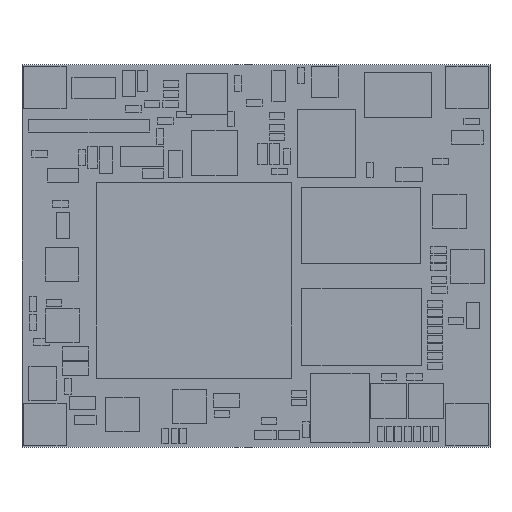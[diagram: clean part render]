
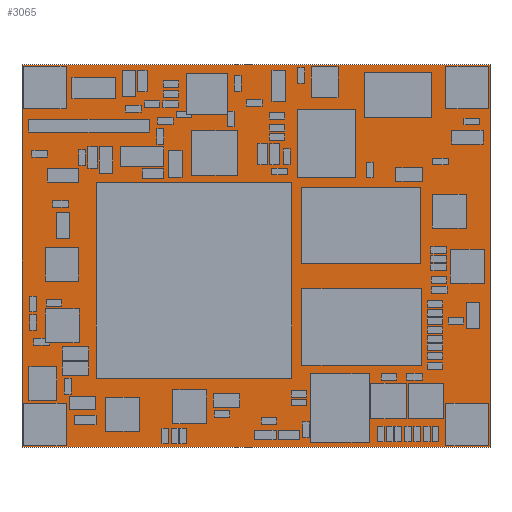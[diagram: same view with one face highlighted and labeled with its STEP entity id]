
A CAD part, top view. The second image highlights one B-rep face of the part: STEP entity #3065.
In plain terms, the highlighted planar face has unit normal (0, 0, 1).
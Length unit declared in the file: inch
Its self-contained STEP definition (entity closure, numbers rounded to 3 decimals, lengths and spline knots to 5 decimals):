
#1857=FACE_OUTER_BOUND($,#2013,.F.);
#2013=EDGE_LOOP($,(#3221,#3222,#3223,#3224));
#2169=AXIS2_PLACEMENT_3D($,#6638,#5611,$);
#2909=PLANE($,#2169);
#3065=ADVANCED_FACE($,(#1857),#2909,.T.);
#3221=ORIENTED_EDGE($,*,*,#3845,.T.);
#3222=ORIENTED_EDGE($,*,*,#3846,.T.);
#3223=ORIENTED_EDGE($,*,*,#3847,.T.);
#3224=ORIENTED_EDGE($,*,*,#3848,.T.);
#3845=EDGE_CURVE($,#4859,#4860,#4521,.T.);
#3846=EDGE_CURVE($,#4860,#4861,#4522,.T.);
#3847=EDGE_CURVE($,#4861,#4862,#4523,.T.);
#3848=EDGE_CURVE($,#4862,#4859,#4524,.T.);
#4183=VECTOR($,#5614,1.77165);
#4184=VECTOR($,#5615,2.16535);
#4185=VECTOR($,#5616,1.77165);
#4186=VECTOR($,#5617,2.16535);
#4521=LINE($,#6637,#4183);
#4522=LINE($,#6638,#4184);
#4523=LINE($,#6639,#4185);
#4524=LINE($,#6640,#4186);
#4859=VERTEX_POINT($,#6637);
#4860=VERTEX_POINT($,#6638);
#4861=VERTEX_POINT($,#6639);
#4862=VERTEX_POINT($,#6640);
#5611=DIRECTION($,(0.,0.,1.));
#5614=DIRECTION($,(0.,-1.,0.));
#5615=DIRECTION($,(-1.,0.,0.));
#5616=DIRECTION($,(0.,1.,0.));
#5617=DIRECTION($,(1.,0.,0.));
#6637=CARTESIAN_POINT('',(2.16535,1.77165,0.));
#6638=CARTESIAN_POINT('',(2.16535,0.,0.));
#6639=CARTESIAN_POINT('',(0.,0.,0.));
#6640=CARTESIAN_POINT('',(0.,1.77165,0.));
